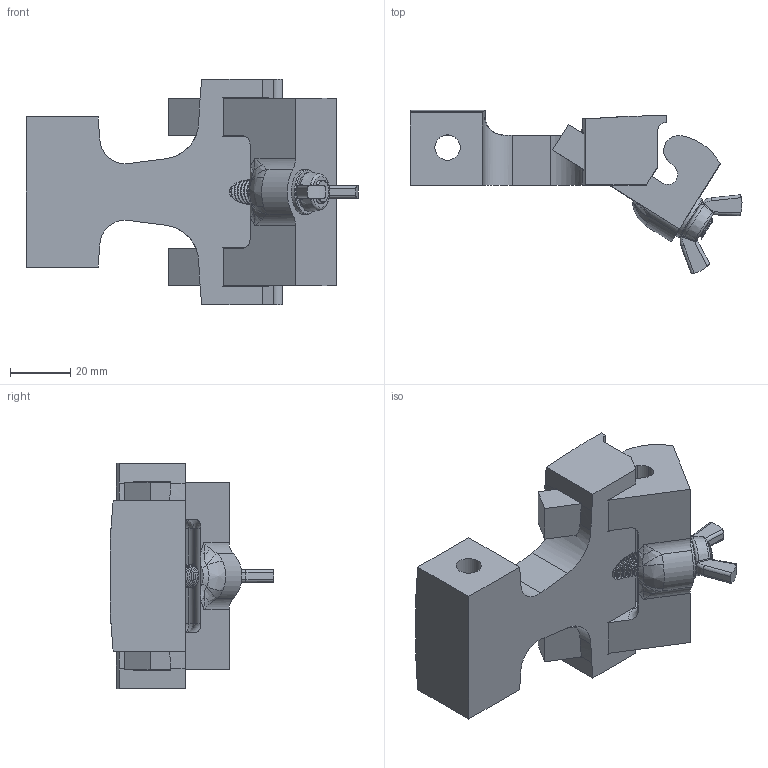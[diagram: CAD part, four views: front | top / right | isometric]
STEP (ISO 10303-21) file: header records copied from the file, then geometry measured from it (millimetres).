
FILE_DESCRIPTION(/* description */ (''),/* implementation_level */ '2;1');
FILE_NAME(/* name */ 'Printer stabilizer v46.step',/* time_stamp */ '2021-08-28T21:15:30+02:00',/* author */ (''),/* organization */ (''),/* preprocessor_version */ 'ST-DEVELOPER v18.1',/* originating_system */ 'Autodesk Translation Framework v10.10.0.1391',/* authorisation */ '');
FILE_SCHEMA (('AUTOMOTIVE_DESIGN { 1 0 10303 214 3 1 1 }'));
Length unit declared in the file: millimetre
Products named in the file (6): Printer stabilizer; Stabilisateur; Machoire; Rondelle 8x15x1.5; Papillon 8; Vis hexa 8x50
Assembly tree (5 placements, depth 2):
  Printer stabilizer
    Stabilisateur
    Machoire
    Rondelle 8x15x1.5
    Papillon 8
    Vis hexa 8x50
Bounding box: 110.58 x 54.56 x 75 mm (x, y, z)
Volume: 111774.6 mm3; surface area: 32991.7 mm2
Topology: 5 solids, 5 shells, 266 faces, 729 edges, 466 vertices
Faces by surface type: cylinder 134, plane 77, bspline 27, torus 21, sphere 4, cone 3
Full cylindrical faces by diameter (mm): 6.446 x15, 7.866 x24, 7.87 x1, 8 x1, 8.45 x3, 14.95 x1
Entity records: 13466 total; most frequent: CARTESIAN_POINT 6929, ORIENTED_EDGE 1454, DIRECTION 1166, EDGE_CURVE 727, VERTEX_POINT 466, AXIS2_PLACEMENT_3D 421, LINE 324, VECTOR 324
